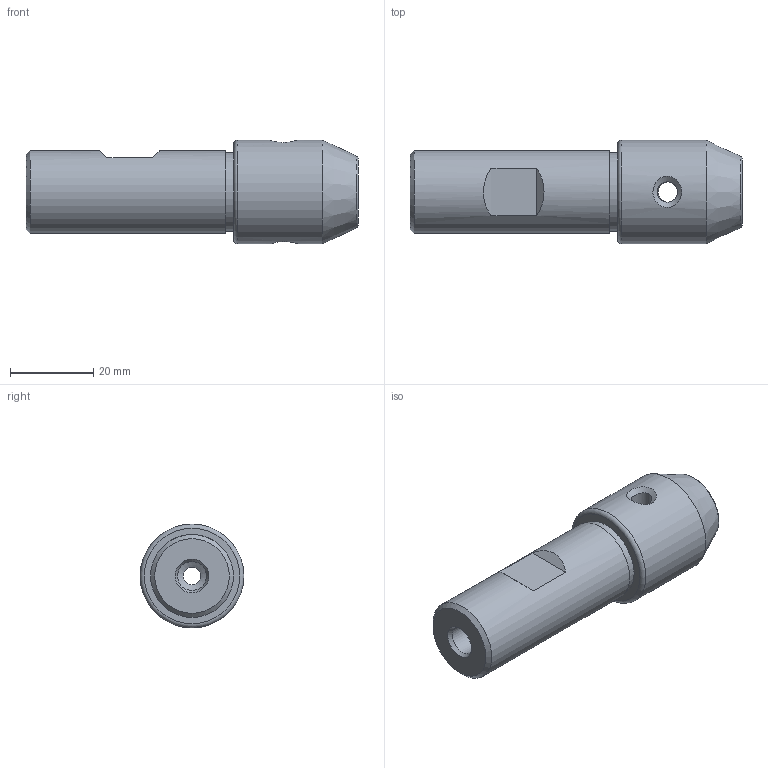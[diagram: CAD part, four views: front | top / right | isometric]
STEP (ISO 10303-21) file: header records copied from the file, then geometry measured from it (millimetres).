
FILE_DESCRIPTION( ( 'Unknown' ), '1' );
FILE_NAME( '122-20-06.stp', 'Unknown', ( 'Unknown' ), ( 'Unknown' ), 'PSStep 15.0.49', 'Unknown', ' ' );
FILE_SCHEMA( ( 'AUTOMOTIVE_DESIGN { 1 0 10303 214 1 1 1 1 }' ) );
Length unit declared in the file: millimetre
Products named in the file (1): 1
Bounding box: 80 x 25 x 25 mm (x, y, z)
Volume: 26312.7 mm3; surface area: 7794.9 mm2
Topology: 1 solids, 1 shells, 27 faces, 61 edges, 38 vertices
Faces by surface type: cylinder 9, plane 9, cone 5, bspline 2, torus 2
Full cylindrical faces by diameter (mm): 4.134 x1, 4.917 x2, 6 x1, 7 x2, 19 x1, 20 x1, 25 x1
Entity records: 1145 total; most frequent: CARTESIAN_POINT 433, DIRECTION 100, ORIENTED_EDGE 64, EDGE_LOOP 56, AXIS2_PLACEMENT_3D 48, FACE_OUTER_BOUND 40, EDGE_CURVE 32, VERTEX_POINT 30
